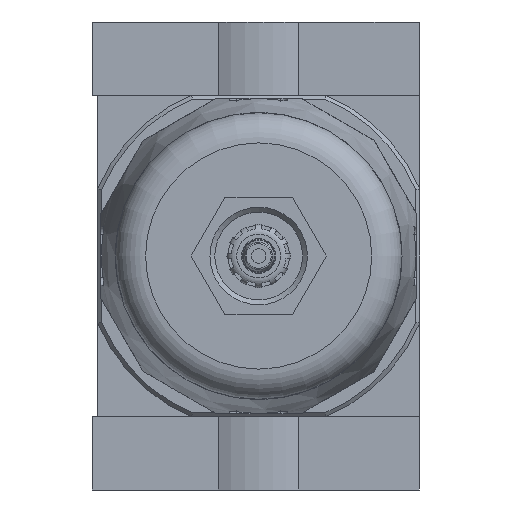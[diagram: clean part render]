
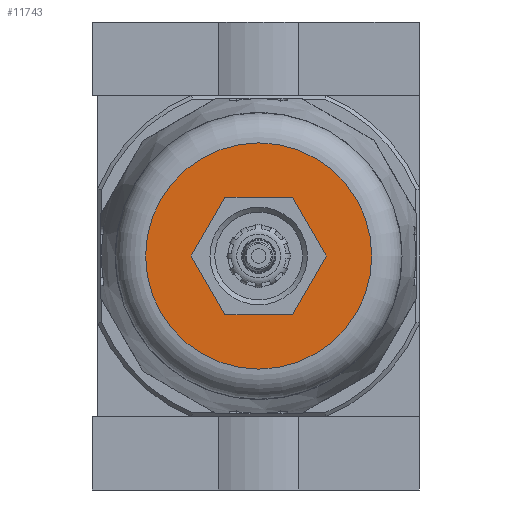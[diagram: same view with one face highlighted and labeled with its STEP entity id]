
A CAD part, front view. The second image highlights one B-rep face of the part: STEP entity #11743.
In plain terms, the highlighted planar face has unit normal (0, -1, 0).
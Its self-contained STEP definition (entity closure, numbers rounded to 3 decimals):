
#904=CIRCLE('',#12606,23.2);
#2319=ORIENTED_EDGE('',*,*,#4461,.T.);
#2320=ORIENTED_EDGE('',*,*,#4462,.T.);
#2321=ORIENTED_EDGE('',*,*,#4463,.T.);
#2322=ORIENTED_EDGE('',*,*,#4464,.T.);
#2323=ORIENTED_EDGE('',*,*,#4465,.T.);
#2324=ORIENTED_EDGE('',*,*,#4466,.T.);
#2325=ORIENTED_EDGE('',*,*,#4467,.T.);
#4461=EDGE_CURVE('',#5638,#5638,#904,.T.);
#4462=EDGE_CURVE('',#5639,#5640,#6352,.T.);
#4463=EDGE_CURVE('',#5640,#5641,#6353,.T.);
#4464=EDGE_CURVE('',#5641,#5642,#6354,.T.);
#4465=EDGE_CURVE('',#5642,#5643,#6355,.T.);
#4466=EDGE_CURVE('',#5643,#5644,#6356,.T.);
#4467=EDGE_CURVE('',#5644,#5639,#6357,.T.);
#5638=VERTEX_POINT('',#17889);
#5639=VERTEX_POINT('',#17891);
#5640=VERTEX_POINT('',#17892);
#5641=VERTEX_POINT('',#17894);
#5642=VERTEX_POINT('',#17896);
#5643=VERTEX_POINT('',#17898);
#5644=VERTEX_POINT('',#17900);
#6352=LINE('',#17890,#6916);
#6353=LINE('',#17893,#6917);
#6354=LINE('',#17895,#6918);
#6355=LINE('',#17897,#6919);
#6356=LINE('',#17899,#6920);
#6357=LINE('',#17901,#6921);
#6916=VECTOR('',#14384,1000.);
#6917=VECTOR('',#14385,1000.);
#6918=VECTOR('',#14386,1000.);
#6919=VECTOR('',#14387,1000.);
#6920=VECTOR('',#14388,1000.);
#6921=VECTOR('',#14389,1000.);
#7593=EDGE_LOOP('',(#2319));
#7594=EDGE_LOOP('',(#2320,#2321,#2322,#2323,#2324,#2325));
#8365=FACE_BOUND('',#7593,.T.);
#8366=FACE_BOUND('',#7594,.T.);
#8961=PLANE('',#12605);
#11743=ADVANCED_FACE('',(#8365,#8366),#8961,.F.);
#12605=AXIS2_PLACEMENT_3D('',#17887,#14380,#14381);
#12606=AXIS2_PLACEMENT_3D('',#17888,#14382,#14383);
#14380=DIRECTION('',(0.,1.,0.));
#14381=DIRECTION('',(0.,0.,1.));
#14382=DIRECTION('',(0.,-1.,0.));
#14383=DIRECTION('',(0.,0.,-1.));
#14384=DIRECTION('',(0.,0.,1.));
#14385=DIRECTION('',(0.866,0.,0.5));
#14386=DIRECTION('',(0.866,0.,-0.5));
#14387=DIRECTION('',(0.,0.,-1.));
#14388=DIRECTION('',(-0.866,0.,-0.5));
#14389=DIRECTION('',(-0.866,0.,0.5));
#17887=CARTESIAN_POINT('',(23.2,-164.,0.));
#17888=CARTESIAN_POINT('',(0.,-164.,0.));
#17889=CARTESIAN_POINT('',(0.,-164.,-23.2));
#17890=CARTESIAN_POINT('',(-12.,-164.,-6.928));
#17891=CARTESIAN_POINT('',(-12.,-164.,-6.928));
#17892=CARTESIAN_POINT('',(-12.,-164.,6.928));
#17893=CARTESIAN_POINT('',(-12.,-164.,6.928));
#17894=CARTESIAN_POINT('',(0.,-164.,13.856));
#17895=CARTESIAN_POINT('',(0.,-164.,13.856));
#17896=CARTESIAN_POINT('',(12.,-164.,6.928));
#17897=CARTESIAN_POINT('',(12.,-164.,6.928));
#17898=CARTESIAN_POINT('',(12.,-164.,-6.928));
#17899=CARTESIAN_POINT('',(12.,-164.,-6.928));
#17900=CARTESIAN_POINT('',(0.,-164.,-13.856));
#17901=CARTESIAN_POINT('',(0.,-164.,-13.856));
